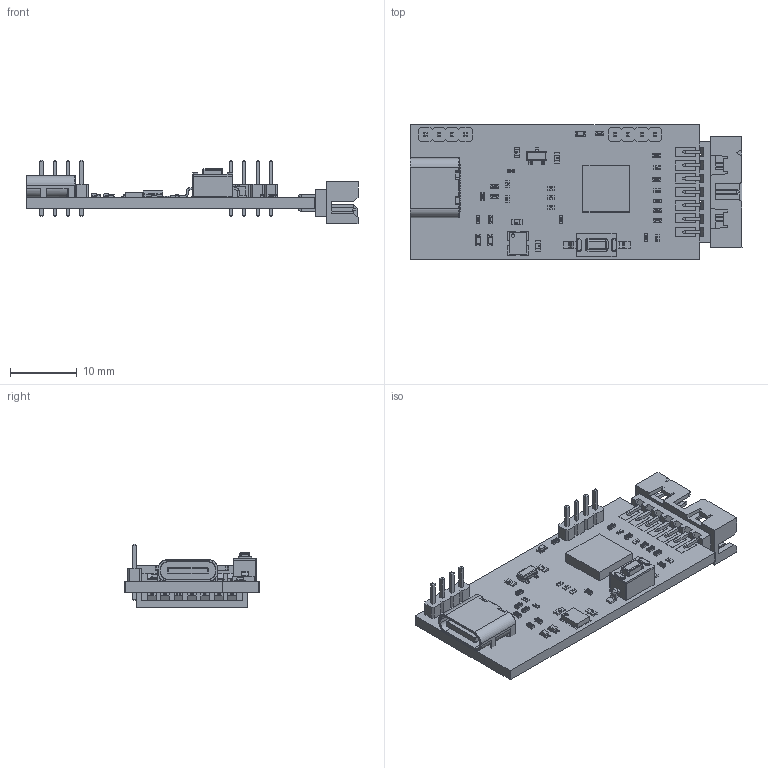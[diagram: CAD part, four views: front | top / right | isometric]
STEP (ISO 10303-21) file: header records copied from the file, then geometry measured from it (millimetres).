
FILE_DESCRIPTION(('Open CASCADE Model'),'2;1');
FILE_NAME('Open CASCADE Shape Model','2020-03-03T18:09:13',('Author'),( 'Open CASCADE'),'Open CASCADE STEP processor 6.8','Open CASCADE 6.8' ,'Unknown');
FILE_SCHEMA(('AUTOMOTIVE_DESIGN { 1 0 10303 214 1 1 1 1 }'));
Length unit declared in the file: millimetre
Products named in the file (62): PCB; Board; Open CASCADE STEP translator 6.8 1.1.1; USB1; User_Library-USB-TYPE-C20; SW1; PB_TYCO_FSMSM; C12; User_Library-0603_SMD_Capacitor; C11; U2; 5644723648; Body; Open_CASCADE_STEP_translator_6.8_1.1.1; Leader; Y1; p140-120; OSC_SI-TIME_SiT1602-2; U1; 6376430928; Extruded; R14; User_Library-RES_1005-0402; R13; R12; R11; R10; R9; R8; R7; R6; R5; R4; R3; R2; R1; P3; MOLEX_87831-1420_h; p300-140; P2 ...
Assembly tree (98 placements, depth 5):
  PCB
    Board
      Open CASCADE STEP translator 6.8 1.1.1
    USB1
      User_Library-USB-TYPE-C20
    SW1
      PB_TYCO_FSMSM
    C12
      User_Library-0603_SMD_Capacitor
    C11
      User_Library-0603_SMD_Capacitor
    U2
      5644723648
        Body
          Open_CASCADE_STEP_translator_6.8_1.1.1
        Leader  x3
    Y1
      p140-120  x4
      OSC_SI-TIME_SiT1602-2
    U1
      6376430928
        Extruded
    R14
      User_Library-RES_1005-0402
    R13
      User_Library-RES_1005-0402
    R12
      User_Library-RES_1005-0402
    R11
      User_Library-RES_1005-0402
    R10
      User_Library-RES_1005-0402
    R9
      User_Library-RES_1005-0402
    R8
      User_Library-RES_1005-0402
    R7
      User_Library-RES_1005-0402
    R6
      User_Library-RES_1005-0402
    R5
      User_Library-RES_1005-0402
    R4
      User_Library-RES_1005-0402
    R3
      User_Library-RES_1005-0402
    R2
      User_Library-RES_1005-0402
    R1
      User_Library-RES_1005-0402
    P3
      MOLEX_87831-1420_h
      p300-140  x7
    P2
      1x2x04
    P1
      1x2x04
    D3
      User_Library-LED_0603_R
        User_Library-LED_0603_R_Pocket002
Bounding box: 49.58 x 20.15 x 9.55 mm (x, y, z)
Volume: 2095.6 mm3; surface area: 4043.6 mm2
Topology: 141 solids, 144 shells, 3825 faces, 9224 edges, 5758 vertices
Faces by surface type: plane 2567, bspline 711, cylinder 434, sphere 108, torus 5
Entity records: 55654 total; most frequent: CARTESIAN_POINT 16113, ORIENTED_EDGE 7132, DIRECTION 6545, EDGE_CURVE 3567, LINE 2883, VECTOR 2883, VERTEX_POINT 2224, AXIS2_PLACEMENT_3D 1831
